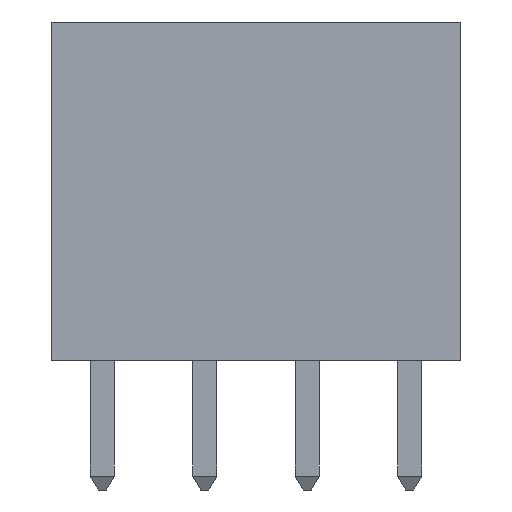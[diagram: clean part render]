
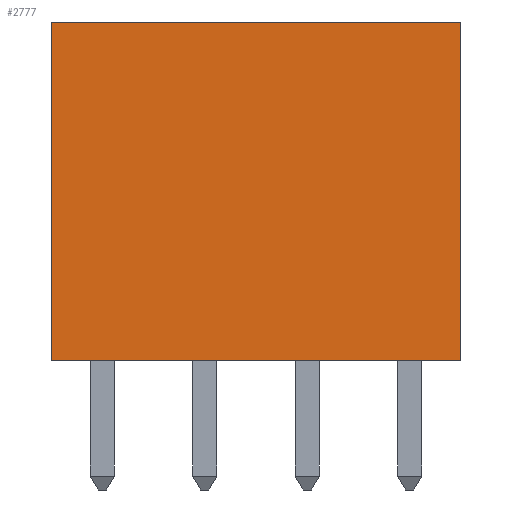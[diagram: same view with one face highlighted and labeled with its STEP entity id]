
A CAD part, front view. The second image highlights one B-rep face of the part: STEP entity #2777.
In plain terms, the highlighted planar face has unit normal (0, -1, 0).
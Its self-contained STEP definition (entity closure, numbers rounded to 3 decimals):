
#107 = CARTESIAN_POINT ( 'NONE',  ( 8.89, -1.27, 0. ) ) ;
#119 = CARTESIAN_POINT ( 'NONE',  ( -1.27, -1.27, 0. ) ) ;
#267 = CARTESIAN_POINT ( 'NONE',  ( 8.89, -1.27, 0. ) ) ;
#463 = LINE ( 'NONE', #107, #4227 ) ;
#662 = EDGE_CURVE ( 'NONE', #3878, #4074, #1719, .T. ) ;
#747 = ORIENTED_EDGE ( 'NONE', *, *, #662, .T. ) ;
#783 = VERTEX_POINT ( 'NONE', #1658 ) ;
#874 = ORIENTED_EDGE ( 'NONE', *, *, #4005, .F. ) ;
#904 = DIRECTION ( 'NONE',  ( 0., 0., 1. ) ) ;
#975 = CARTESIAN_POINT ( 'NONE',  ( -1.27, -1.27, 0. ) ) ;
#1200 = FACE_OUTER_BOUND ( 'NONE', #3963, .T. ) ;
#1209 = DIRECTION ( 'NONE',  ( 1., 0., 0. ) ) ;
#1229 = ORIENTED_EDGE ( 'NONE', *, *, #4741, .F. ) ;
#1346 = LINE ( 'NONE', #2471, #3989 ) ;
#1626 = LINE ( 'NONE', #4583, #2647 ) ;
#1658 = CARTESIAN_POINT ( 'NONE',  ( -1.27, -1.27, 8.4 ) ) ;
#1719 = LINE ( 'NONE', #975, #3627 ) ;
#1829 = VERTEX_POINT ( 'NONE', #2925 ) ;
#2007 = PLANE ( 'NONE',  #3190 ) ;
#2286 = CARTESIAN_POINT ( 'NONE',  ( -1.27, -1.27, 0. ) ) ;
#2471 = CARTESIAN_POINT ( 'NONE',  ( -1.27, -1.27, 0. ) ) ;
#2647 = VECTOR ( 'NONE', #1209, 1000. ) ;
#2777 = ADVANCED_FACE ( 'NONE', ( #1200 ), #2007, .T. ) ;
#2925 = CARTESIAN_POINT ( 'NONE',  ( 8.89, -1.27, 8.4 ) ) ;
#3135 = DIRECTION ( 'NONE',  ( 0., 0., -1. ) ) ;
#3190 = AXIS2_PLACEMENT_3D ( 'NONE', #119, #3529, #3135 ) ;
#3400 = DIRECTION ( 'NONE',  ( 1., 0., 0. ) ) ;
#3423 = DIRECTION ( 'NONE',  ( 0., 0., -1. ) ) ;
#3456 = EDGE_CURVE ( 'NONE', #1829, #4074, #463, .T. ) ;
#3529 = DIRECTION ( 'NONE',  ( 0., -1., 0. ) ) ;
#3627 = VECTOR ( 'NONE', #3400, 1000. ) ;
#3878 = VERTEX_POINT ( 'NONE', #2286 ) ;
#3963 = EDGE_LOOP ( 'NONE', ( #1229, #874, #747, #4676 ) ) ;
#3989 = VECTOR ( 'NONE', #904, 1000. ) ;
#4005 = EDGE_CURVE ( 'NONE', #3878, #783, #1346, .T. ) ;
#4074 = VERTEX_POINT ( 'NONE', #267 ) ;
#4227 = VECTOR ( 'NONE', #3423, 1000. ) ;
#4583 = CARTESIAN_POINT ( 'NONE',  ( 0., -1.27, 8.4 ) ) ;
#4676 = ORIENTED_EDGE ( 'NONE', *, *, #3456, .F. ) ;
#4741 = EDGE_CURVE ( 'NONE', #783, #1829, #1626, .T. ) ;
